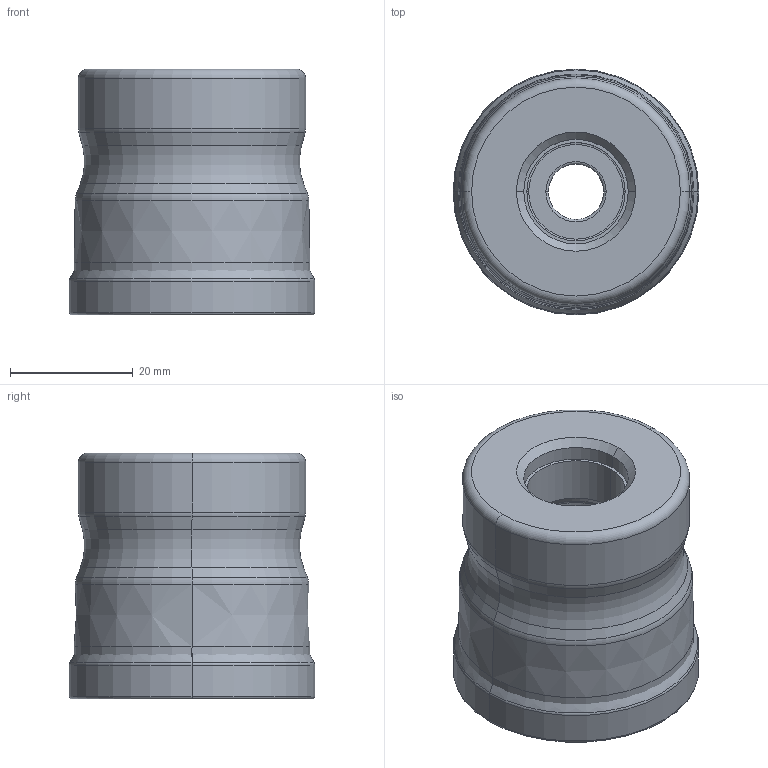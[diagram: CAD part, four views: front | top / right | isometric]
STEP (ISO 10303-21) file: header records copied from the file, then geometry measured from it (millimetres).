
FILE_DESCRIPTION(/* description */ (''),/* implementation_level */ '2;1');
FILE_NAME(/* name */ 'WWX200-040A04AR_MR0_4.stp',/* time_stamp */ '2022-11-11T15:11:10+09:00',/* author */ (''),/* organization */ (''),/* preprocessor_version */ 'ST-DEVELOPER v16',/* originating_system */ 'SIEMENS PLM Software NX 10.0',/* authorisation */ '');
FILE_SCHEMA (('AUTOMOTIVE_DESIGN { 1 0 10303 214 3 1 1 1 }'));
Length unit declared in the file: millimetre
Products named in the file (1): WWX200-040A04AR_MR0_4_ASM
Bounding box: 40 x 40 x 40 mm (x, y, z)
Volume: 42041.9 mm3; surface area: 11250.6 mm2
Topology: 2 solids, 2 shells, 95 faces, 215 edges, 154 vertices
Faces by surface type: torus 36, revolution 18, cone 18, cylinder 16, plane 7
Entity records: 4981 total; most frequent: CARTESIAN_POINT 2639, DIRECTION 529, ORIENTED_EDGE 392, AXIS2_PLACEMENT_3D 237, EDGE_CURVE 196, CIRCLE 151, VERTEX_POINT 108, EDGE_LOOP 102
